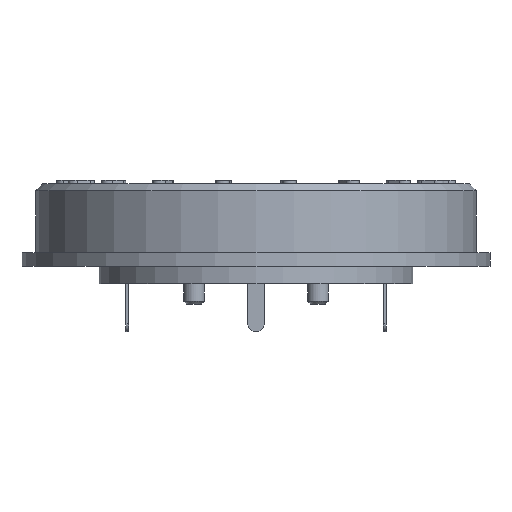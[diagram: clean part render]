
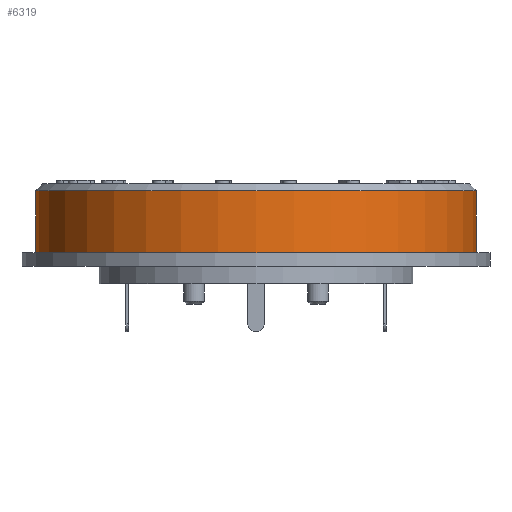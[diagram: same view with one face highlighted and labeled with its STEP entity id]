
A CAD part, front view. The second image highlights one B-rep face of the part: STEP entity #6319.
In plain terms, the highlighted cylindrical face has radius 16 mm (diameter 32 mm), a full revolution.
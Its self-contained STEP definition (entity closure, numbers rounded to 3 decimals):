
#394 = CONICAL_SURFACE('',#395,16.,0.785);
#395 = AXIS2_PLACEMENT_3D('',#396,#397,#398);
#396 = CARTESIAN_POINT('',(0.,0.,6.75));
#397 = DIRECTION('',(-0.,0.,-1.));
#398 = DIRECTION('',(-1.,0.,0.));
#2581 = VERTEX_POINT('',#2582);
#2582 = CARTESIAN_POINT('',(-16.,0.,6.75));
#2601 = EDGE_CURVE('',#2581,#2581,#2602,.T.);
#2602 = SURFACE_CURVE('',#2603,(#2608,#2637),.PCURVE_S1.);
#2603 = CIRCLE('',#2604,16.);
#2604 = AXIS2_PLACEMENT_3D('',#2605,#2606,#2607);
#2605 = CARTESIAN_POINT('',(0.,0.,6.75));
#2606 = DIRECTION('',(0.,0.,1.));
#2607 = DIRECTION('',(-1.,0.,0.));
#2608 = PCURVE('',#394,#2609);
#2609 = DEFINITIONAL_REPRESENTATION('',(#2610),#2636);
#2610 = B_SPLINE_CURVE_WITH_KNOTS('',3,(#2611,#2612,#2613,#2614,#2615,
    #2616,#2617,#2618,#2619,#2620,#2621,#2622,#2623,#2624,#2625,#2626,
    #2627,#2628,#2629,#2630,#2631,#2632,#2633,#2634,#2635),
  .UNSPECIFIED.,.F.,.F.,(4,1,1,1,1,1,1,1,1,1,1,1,1,1,1,1,1,1,1,1,1,1,4),
  (0.,0.286,0.571,0.857,1.142,
    1.428,1.714,1.999,2.285,
    2.57,2.856,3.142,3.427,
    3.713,3.998,4.284,4.57,
    4.855,5.141,5.426,5.712,
    5.998,6.283),.QUASI_UNIFORM_KNOTS.);
#2611 = CARTESIAN_POINT('',(6.283,0.));
#2612 = CARTESIAN_POINT('',(6.188,0.));
#2613 = CARTESIAN_POINT('',(5.998,0.));
#2614 = CARTESIAN_POINT('',(5.712,0.));
#2615 = CARTESIAN_POINT('',(5.426,0.));
#2616 = CARTESIAN_POINT('',(5.141,0.));
#2617 = CARTESIAN_POINT('',(4.855,0.));
#2618 = CARTESIAN_POINT('',(4.57,0.));
#2619 = CARTESIAN_POINT('',(4.284,0.));
#2620 = CARTESIAN_POINT('',(3.998,0.));
#2621 = CARTESIAN_POINT('',(3.713,0.));
#2622 = CARTESIAN_POINT('',(3.427,0.));
#2623 = CARTESIAN_POINT('',(3.142,0.));
#2624 = CARTESIAN_POINT('',(2.856,0.));
#2625 = CARTESIAN_POINT('',(2.57,0.));
#2626 = CARTESIAN_POINT('',(2.285,0.));
#2627 = CARTESIAN_POINT('',(1.999,0.));
#2628 = CARTESIAN_POINT('',(1.714,0.));
#2629 = CARTESIAN_POINT('',(1.428,0.));
#2630 = CARTESIAN_POINT('',(1.142,0.));
#2631 = CARTESIAN_POINT('',(0.857,0.));
#2632 = CARTESIAN_POINT('',(0.571,0.));
#2633 = CARTESIAN_POINT('',(0.286,0.));
#2634 = CARTESIAN_POINT('',(0.095,0.));
#2635 = CARTESIAN_POINT('',(0.,0.));
#2636 = ( GEOMETRIC_REPRESENTATION_CONTEXT(2) 
PARAMETRIC_REPRESENTATION_CONTEXT() REPRESENTATION_CONTEXT('2D SPACE',''
  ) );
#2637 = PCURVE('',#2638,#2643);
#2638 = CYLINDRICAL_SURFACE('',#2639,16.);
#2639 = AXIS2_PLACEMENT_3D('',#2640,#2641,#2642);
#2640 = CARTESIAN_POINT('',(0.,0.,2.25));
#2641 = DIRECTION('',(0.,0.,-1.));
#2642 = DIRECTION('',(-1.,0.,0.));
#2643 = DEFINITIONAL_REPRESENTATION('',(#2644),#2670);
#2644 = B_SPLINE_CURVE_WITH_KNOTS('',3,(#2645,#2646,#2647,#2648,#2649,
    #2650,#2651,#2652,#2653,#2654,#2655,#2656,#2657,#2658,#2659,#2660,
    #2661,#2662,#2663,#2664,#2665,#2666,#2667,#2668,#2669),
  .UNSPECIFIED.,.F.,.F.,(4,1,1,1,1,1,1,1,1,1,1,1,1,1,1,1,1,1,1,1,1,1,4),
  (0.,0.286,0.571,0.857,1.142,
    1.428,1.714,1.999,2.285,
    2.57,2.856,3.142,3.427,
    3.713,3.998,4.284,4.57,
    4.855,5.141,5.426,5.712,
    5.998,6.283),.QUASI_UNIFORM_KNOTS.);
#2645 = CARTESIAN_POINT('',(6.283,-4.5));
#2646 = CARTESIAN_POINT('',(6.188,-4.5));
#2647 = CARTESIAN_POINT('',(5.998,-4.5));
#2648 = CARTESIAN_POINT('',(5.712,-4.5));
#2649 = CARTESIAN_POINT('',(5.426,-4.5));
#2650 = CARTESIAN_POINT('',(5.141,-4.5));
#2651 = CARTESIAN_POINT('',(4.855,-4.5));
#2652 = CARTESIAN_POINT('',(4.57,-4.5));
#2653 = CARTESIAN_POINT('',(4.284,-4.5));
#2654 = CARTESIAN_POINT('',(3.998,-4.5));
#2655 = CARTESIAN_POINT('',(3.713,-4.5));
#2656 = CARTESIAN_POINT('',(3.427,-4.5));
#2657 = CARTESIAN_POINT('',(3.142,-4.5));
#2658 = CARTESIAN_POINT('',(2.856,-4.5));
#2659 = CARTESIAN_POINT('',(2.57,-4.5));
#2660 = CARTESIAN_POINT('',(2.285,-4.5));
#2661 = CARTESIAN_POINT('',(1.999,-4.5));
#2662 = CARTESIAN_POINT('',(1.714,-4.5));
#2663 = CARTESIAN_POINT('',(1.428,-4.5));
#2664 = CARTESIAN_POINT('',(1.142,-4.5));
#2665 = CARTESIAN_POINT('',(0.857,-4.5));
#2666 = CARTESIAN_POINT('',(0.571,-4.5));
#2667 = CARTESIAN_POINT('',(0.286,-4.5));
#2668 = CARTESIAN_POINT('',(0.095,-4.5));
#2669 = CARTESIAN_POINT('',(0.,-4.5));
#2670 = ( GEOMETRIC_REPRESENTATION_CONTEXT(2) 
PARAMETRIC_REPRESENTATION_CONTEXT() REPRESENTATION_CONTEXT('2D SPACE',''
  ) );
#6319 = ADVANCED_FACE('',(#6320),#2638,.T.);
#6320 = FACE_BOUND('',#6321,.T.);
#6321 = EDGE_LOOP('',(#6322,#6323,#6346,#6399));
#6322 = ORIENTED_EDGE('',*,*,#2601,.F.);
#6323 = ORIENTED_EDGE('',*,*,#6324,.F.);
#6324 = EDGE_CURVE('',#6325,#2581,#6327,.T.);
#6325 = VERTEX_POINT('',#6326);
#6326 = CARTESIAN_POINT('',(-16.,0.,2.25));
#6327 = SEAM_CURVE('',#6328,(#6332,#6339),.PCURVE_S1.);
#6328 = LINE('',#6329,#6330);
#6329 = CARTESIAN_POINT('',(-16.,0.,2.25));
#6330 = VECTOR('',#6331,1.);
#6331 = DIRECTION('',(0.,0.,1.));
#6332 = PCURVE('',#2638,#6333);
#6333 = DEFINITIONAL_REPRESENTATION('',(#6334),#6338);
#6334 = LINE('',#6335,#6336);
#6335 = CARTESIAN_POINT('',(6.283,0.));
#6336 = VECTOR('',#6337,1.);
#6337 = DIRECTION('',(-0.,-1.));
#6338 = ( GEOMETRIC_REPRESENTATION_CONTEXT(2) 
PARAMETRIC_REPRESENTATION_CONTEXT() REPRESENTATION_CONTEXT('2D SPACE',''
  ) );
#6339 = PCURVE('',#2638,#6340);
#6340 = DEFINITIONAL_REPRESENTATION('',(#6341),#6345);
#6341 = LINE('',#6342,#6343);
#6342 = CARTESIAN_POINT('',(-0.,0.));
#6343 = VECTOR('',#6344,1.);
#6344 = DIRECTION('',(-0.,-1.));
#6345 = ( GEOMETRIC_REPRESENTATION_CONTEXT(2) 
PARAMETRIC_REPRESENTATION_CONTEXT() REPRESENTATION_CONTEXT('2D SPACE',''
  ) );
#6346 = ORIENTED_EDGE('',*,*,#6347,.T.);
#6347 = EDGE_CURVE('',#6325,#6325,#6348,.T.);
#6348 = SURFACE_CURVE('',#6349,(#6354,#6383),.PCURVE_S1.);
#6349 = CIRCLE('',#6350,16.);
#6350 = AXIS2_PLACEMENT_3D('',#6351,#6352,#6353);
#6351 = CARTESIAN_POINT('',(0.,0.,2.25));
#6352 = DIRECTION('',(0.,0.,1.));
#6353 = DIRECTION('',(-1.,0.,0.));
#6354 = PCURVE('',#2638,#6355);
#6355 = DEFINITIONAL_REPRESENTATION('',(#6356),#6382);
#6356 = B_SPLINE_CURVE_WITH_KNOTS('',3,(#6357,#6358,#6359,#6360,#6361,
    #6362,#6363,#6364,#6365,#6366,#6367,#6368,#6369,#6370,#6371,#6372,
    #6373,#6374,#6375,#6376,#6377,#6378,#6379,#6380,#6381),
  .UNSPECIFIED.,.F.,.F.,(4,1,1,1,1,1,1,1,1,1,1,1,1,1,1,1,1,1,1,1,1,1,4),
  (0.,0.286,0.571,0.857,1.142,
    1.428,1.714,1.999,2.285,
    2.57,2.856,3.142,3.427,
    3.713,3.998,4.284,4.57,
    4.855,5.141,5.426,5.712,
    5.998,6.283),.QUASI_UNIFORM_KNOTS.);
#6357 = CARTESIAN_POINT('',(6.283,0.));
#6358 = CARTESIAN_POINT('',(6.188,0.));
#6359 = CARTESIAN_POINT('',(5.998,0.));
#6360 = CARTESIAN_POINT('',(5.712,0.));
#6361 = CARTESIAN_POINT('',(5.426,0.));
#6362 = CARTESIAN_POINT('',(5.141,0.));
#6363 = CARTESIAN_POINT('',(4.855,0.));
#6364 = CARTESIAN_POINT('',(4.57,0.));
#6365 = CARTESIAN_POINT('',(4.284,0.));
#6366 = CARTESIAN_POINT('',(3.998,0.));
#6367 = CARTESIAN_POINT('',(3.713,0.));
#6368 = CARTESIAN_POINT('',(3.427,0.));
#6369 = CARTESIAN_POINT('',(3.142,0.));
#6370 = CARTESIAN_POINT('',(2.856,0.));
#6371 = CARTESIAN_POINT('',(2.57,0.));
#6372 = CARTESIAN_POINT('',(2.285,0.));
#6373 = CARTESIAN_POINT('',(1.999,0.));
#6374 = CARTESIAN_POINT('',(1.714,0.));
#6375 = CARTESIAN_POINT('',(1.428,0.));
#6376 = CARTESIAN_POINT('',(1.142,0.));
#6377 = CARTESIAN_POINT('',(0.857,0.));
#6378 = CARTESIAN_POINT('',(0.571,0.));
#6379 = CARTESIAN_POINT('',(0.286,0.));
#6380 = CARTESIAN_POINT('',(0.095,0.));
#6381 = CARTESIAN_POINT('',(0.,0.));
#6382 = ( GEOMETRIC_REPRESENTATION_CONTEXT(2) 
PARAMETRIC_REPRESENTATION_CONTEXT() REPRESENTATION_CONTEXT('2D SPACE',''
  ) );
#6383 = PCURVE('',#6384,#6389);
#6384 = PLANE('',#6385);
#6385 = AXIS2_PLACEMENT_3D('',#6386,#6387,#6388);
#6386 = CARTESIAN_POINT('',(-17.,0.,2.25));
#6387 = DIRECTION('',(-0.,0.,-1.));
#6388 = DIRECTION('',(1.,0.,0.));
#6389 = DEFINITIONAL_REPRESENTATION('',(#6390),#6398);
#6390 = ( BOUNDED_CURVE() B_SPLINE_CURVE(2,(#6391,#6392,#6393,#6394,
#6395,#6396,#6397),.UNSPECIFIED.,.F.,.F.) B_SPLINE_CURVE_WITH_KNOTS((1,2
    ,2,2,2,1),(-2.094,0.,2.094,4.189,
6.283,8.378),.UNSPECIFIED.) CURVE() 
GEOMETRIC_REPRESENTATION_ITEM() RATIONAL_B_SPLINE_CURVE((1.,0.5,1.,0.5,
1.,0.5,1.)) REPRESENTATION_ITEM('') );
#6391 = CARTESIAN_POINT('',(1.,0.));
#6392 = CARTESIAN_POINT('',(1.,27.713));
#6393 = CARTESIAN_POINT('',(25.,13.856));
#6394 = CARTESIAN_POINT('',(49.,0.));
#6395 = CARTESIAN_POINT('',(25.,-13.856));
#6396 = CARTESIAN_POINT('',(1.,-27.713));
#6397 = CARTESIAN_POINT('',(1.,0.));
#6398 = ( GEOMETRIC_REPRESENTATION_CONTEXT(2) 
PARAMETRIC_REPRESENTATION_CONTEXT() REPRESENTATION_CONTEXT('2D SPACE',''
  ) );
#6399 = ORIENTED_EDGE('',*,*,#6324,.T.);
